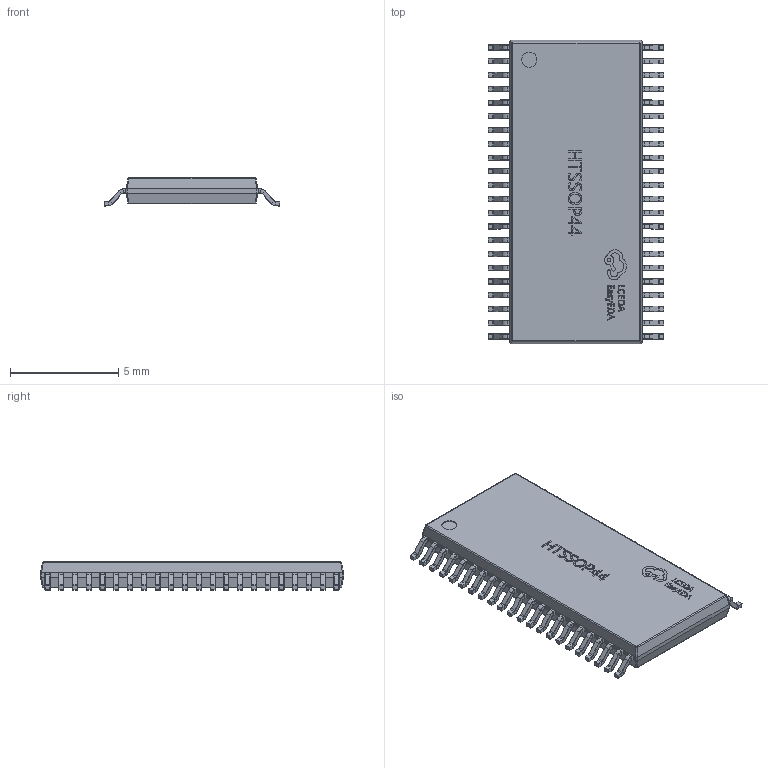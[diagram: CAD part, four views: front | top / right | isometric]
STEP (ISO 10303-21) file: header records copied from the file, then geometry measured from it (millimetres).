
FILE_DESCRIPTION (( 'STEP AP214' ), '1' );
FILE_NAME ('HTSSOP-44_L14.0-W6.1-H1.2-LS8.2-P0.64.step', '2022-07-26T09:53:08', ( '' ), ( '' ), 'SwSTEP 2.0', 'SolidWorks 2020', '' );
FILE_SCHEMA (( 'AUTOMOTIVE_DESIGN' ));
Length unit declared in the file: millimetre
Products named in the file (1): HTSSOP-44_L14.0-W6.1-H1.2-LS8.2-P0.64
Bounding box: 8.11 x 14 x 1.3 mm (x, y, z)
Volume: 103 mm3; surface area: 263.6 mm2
Topology: 58 solids, 58 shells, 2687 faces, 5825 edges, 3186 vertices
Faces by surface type: plane 1053, cylinder 902, torus 352, sphere 228, bspline 152
Entity records: 103467 total; most frequent: CARTESIAN_POINT 16179, DIRECTION 12617, ORIENTED_EDGE 11298, EDGE_CURVE 5649, AXIS2_PLACEMENT_3D 4764, VERTEX_POINT 3098, VECTOR 3089, LINE 3089
